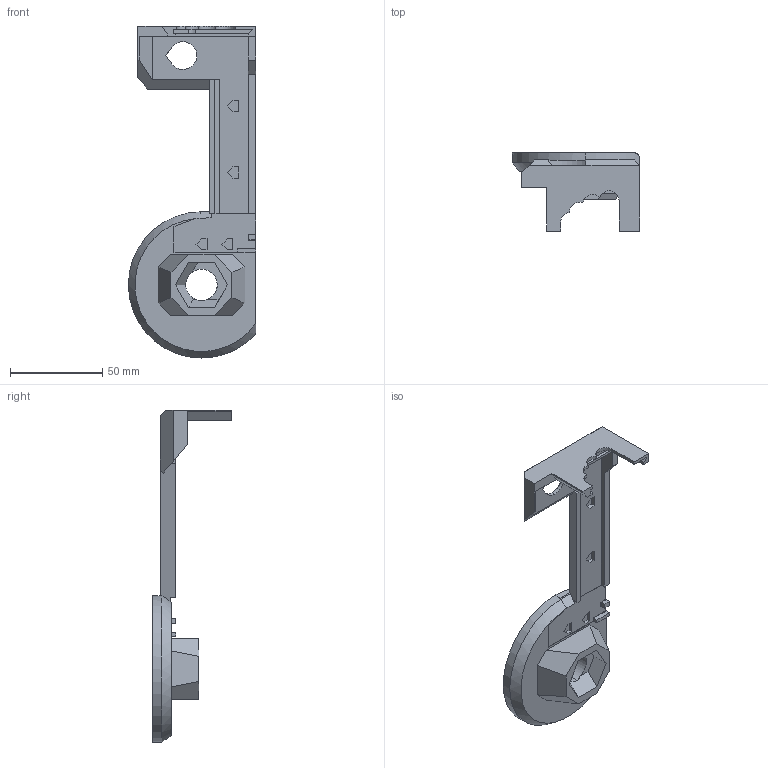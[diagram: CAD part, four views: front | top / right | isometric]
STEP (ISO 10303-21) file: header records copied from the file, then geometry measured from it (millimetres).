
FILE_DESCRIPTION (( 'STEP AP203' ), '1' );
FILE_NAME ('upperScrewCup221221.STEP', '2024-12-30T05:56:07', ( '' ), ( '' ), 'SwSTEP 2.0', 'SolidWorks 2022', '' );
FILE_SCHEMA (( 'CONFIG_CONTROL_DESIGN' ));
Length unit declared in the file: millimetre
Products named in the file (1): upperScrewCup221221
Bounding box: 68.75 x 42.5 x 179.5 mm (x, y, z)
Volume: 64254.2 mm3; surface area: 28345.9 mm2
Topology: 1 solids, 1 shells, 767 faces, 2133 edges, 1397 vertices
Faces by surface type: plane 741, cylinder 17, cone 9
Entity records: 24130 total; most frequent: CARTESIAN_POINT 4402, ORIENTED_EDGE 4266, DIRECTION 3701, EDGE_CURVE 2133, LINE 2069, VECTOR 2069, VERTEX_POINT 1397, AXIS2_PLACEMENT_3D 816
